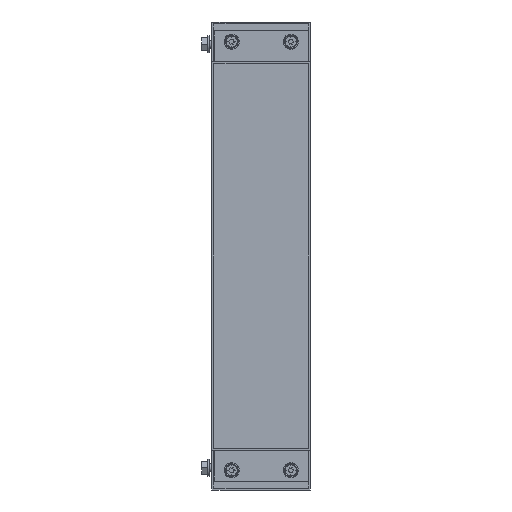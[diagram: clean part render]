
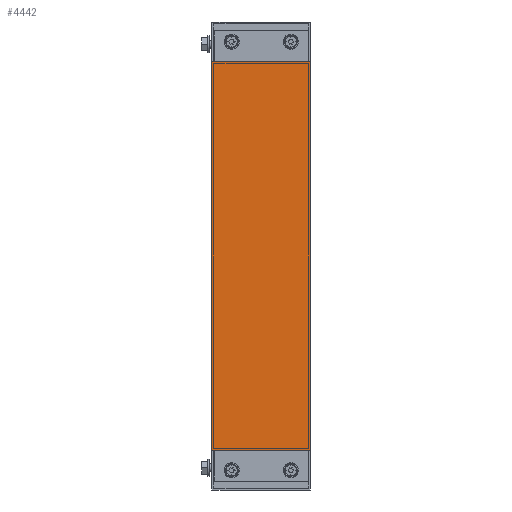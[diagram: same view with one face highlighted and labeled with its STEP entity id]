
A CAD part, left-side view. The second image highlights one B-rep face of the part: STEP entity #4442.
In plain terms, the highlighted planar face has unit normal (-1, 0, 0).
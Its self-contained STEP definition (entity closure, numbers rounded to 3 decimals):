
#509 = CARTESIAN_POINT ( 'NONE',  ( 0., -100., 434.6 ) ) ;
#882 = FACE_OUTER_BOUND ( 'NONE', #4479, .T. ) ;
#1234 = VERTEX_POINT ( 'NONE', #8737 ) ;
#1510 = EDGE_CURVE ( 'NONE', #7566, #1234, #5373, .T. ) ;
#1758 = EDGE_CURVE ( 'NONE', #1234, #1854, #2737, .T. ) ;
#1759 = CARTESIAN_POINT ( 'NONE',  ( 0., 0., 434.6 ) ) ;
#1854 = VERTEX_POINT ( 'NONE', #509 ) ;
#2026 = CARTESIAN_POINT ( 'NONE',  ( 0., 0., 40.4 ) ) ;
#2737 = LINE ( 'NONE', #9627, #8697 ) ;
#2792 = ORIENTED_EDGE ( 'NONE', *, *, #4623, .T. ) ;
#3175 = DIRECTION ( 'NONE',  ( 0., -1., 0. ) ) ;
#3335 = ORIENTED_EDGE ( 'NONE', *, *, #1510, .T. ) ;
#3524 = DIRECTION ( 'NONE',  ( 0., 1., 0. ) ) ;
#4279 = AXIS2_PLACEMENT_3D ( 'NONE', #6357, #8741, #4886 ) ;
#4442 = ADVANCED_FACE ( 'NONE', ( #882 ), #9452, .T. ) ;
#4479 = EDGE_LOOP ( 'NONE', ( #3335, #8575, #5376, #2792 ) ) ;
#4481 = VERTEX_POINT ( 'NONE', #7058 ) ;
#4623 = EDGE_CURVE ( 'NONE', #4481, #7566, #9693, .T. ) ;
#4886 = DIRECTION ( 'NONE',  ( 0., 0., 1. ) ) ;
#5128 = VECTOR ( 'NONE', #3524, 1000. ) ;
#5373 = LINE ( 'NONE', #8418, #9327 ) ;
#5376 = ORIENTED_EDGE ( 'NONE', *, *, #7396, .T. ) ;
#5805 = DIRECTION ( 'NONE',  ( 0., 0., -1. ) ) ;
#6357 = CARTESIAN_POINT ( 'NONE',  ( 0., 0., 0. ) ) ;
#7058 = CARTESIAN_POINT ( 'NONE',  ( 0., 0., 434.6 ) ) ;
#7396 = EDGE_CURVE ( 'NONE', #1854, #4481, #9576, .T. ) ;
#7469 = DIRECTION ( 'NONE',  ( 0., 0., 1. ) ) ;
#7566 = VERTEX_POINT ( 'NONE', #9009 ) ;
#8418 = CARTESIAN_POINT ( 'NONE',  ( 0., 0., 40.4 ) ) ;
#8575 = ORIENTED_EDGE ( 'NONE', *, *, #1758, .T. ) ;
#8697 = VECTOR ( 'NONE', #7469, 1000. ) ;
#8737 = CARTESIAN_POINT ( 'NONE',  ( 0., -100., 40.4 ) ) ;
#8741 = DIRECTION ( 'NONE',  ( -1., 0., 0. ) ) ;
#9009 = CARTESIAN_POINT ( 'NONE',  ( 0., 0., 40.4 ) ) ;
#9327 = VECTOR ( 'NONE', #3175, 1000. ) ;
#9403 = VECTOR ( 'NONE', #5805, 1000. ) ;
#9452 = PLANE ( 'NONE',  #4279 ) ;
#9576 = LINE ( 'NONE', #1759, #5128 ) ;
#9627 = CARTESIAN_POINT ( 'NONE',  ( 0., -100., 40.4 ) ) ;
#9693 = LINE ( 'NONE', #2026, #9403 ) ;
